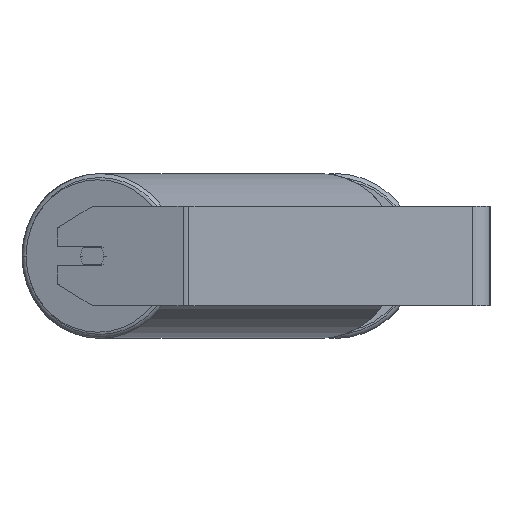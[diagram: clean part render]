
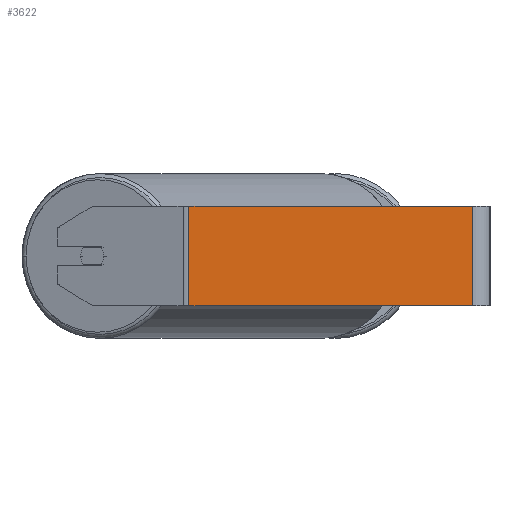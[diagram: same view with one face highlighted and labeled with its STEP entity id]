
A CAD part, left-side view. The second image highlights one B-rep face of the part: STEP entity #3622.
In plain terms, the highlighted planar face has unit normal (-1, 0, 0).
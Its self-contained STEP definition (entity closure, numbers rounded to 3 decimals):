
#515 = CARTESIAN_POINT ( 'NONE',  ( -840., 245.238, 40. ) ) ;
#1187 = DIRECTION ( 'NONE',  ( 0., 0., -1. ) ) ;
#1448 = CARTESIAN_POINT ( 'NONE',  ( -840., 242.769, 40. ) ) ;
#1449 = CARTESIAN_POINT ( 'NONE',  ( -840., 14., 40. ) ) ;
#1461 = CARTESIAN_POINT ( 'NONE',  ( -840., 242.769, -40. ) ) ;
#1471 = CARTESIAN_POINT ( 'NONE',  ( -840., 245.238, -40. ) ) ;
#1850 = PLANE ( 'NONE',  #2817 ) ;
#1865 = EDGE_CURVE ( 'NONE', #4937, #4529, #4828, .T. ) ;
#2203 = LINE ( 'NONE', #1449, #8402 ) ;
#2283 = CARTESIAN_POINT ( 'NONE',  ( -840., 14., 40. ) ) ;
#2527 = VECTOR ( 'NONE', #4162, 1000. ) ;
#2817 = AXIS2_PLACEMENT_3D ( 'NONE', #515, #4541, #1187 ) ;
#2902 = CARTESIAN_POINT ( 'NONE',  ( -840., 14., -40. ) ) ;
#2905 = DIRECTION ( 'NONE',  ( 0., 0., -1. ) ) ;
#2957 = DIRECTION ( 'NONE',  ( 0., -1., 0. ) ) ;
#3388 = ORIENTED_EDGE ( 'NONE', *, *, #7672, .F. ) ;
#3494 = EDGE_CURVE ( 'NONE', #4937, #8102, #3717, .T. ) ;
#3622 = ADVANCED_FACE ( 'NONE', ( #7906 ), #1850, .F. ) ;
#3717 = LINE ( 'NONE', #4293, #4380 ) ;
#3896 = VERTEX_POINT ( 'NONE', #2902 ) ;
#4162 = DIRECTION ( 'NONE',  ( 0., 0., -1. ) ) ;
#4293 = CARTESIAN_POINT ( 'NONE',  ( -840., 245.238, 40. ) ) ;
#4380 = VECTOR ( 'NONE', #2957, 1000. ) ;
#4529 = VERTEX_POINT ( 'NONE', #1461 ) ;
#4541 = DIRECTION ( 'NONE',  ( 1., 0., 0. ) ) ;
#4815 = ORIENTED_EDGE ( 'NONE', *, *, #3494, .F. ) ;
#4828 = LINE ( 'NONE', #5411, #2527 ) ;
#4831 = DIRECTION ( 'NONE',  ( 0., -1., 0. ) ) ;
#4937 = VERTEX_POINT ( 'NONE', #1448 ) ;
#5332 = ORIENTED_EDGE ( 'NONE', *, *, #1865, .T. ) ;
#5411 = CARTESIAN_POINT ( 'NONE',  ( -840., 242.769, 40. ) ) ;
#5541 = LINE ( 'NONE', #1471, #6241 ) ;
#5620 = EDGE_CURVE ( 'NONE', #4529, #3896, #5541, .T. ) ;
#6241 = VECTOR ( 'NONE', #4831, 1000. ) ;
#6422 = EDGE_LOOP ( 'NONE', ( #7751, #3388, #4815, #5332 ) ) ;
#7672 = EDGE_CURVE ( 'NONE', #8102, #3896, #2203, .T. ) ;
#7751 = ORIENTED_EDGE ( 'NONE', *, *, #5620, .T. ) ;
#7906 = FACE_OUTER_BOUND ( 'NONE', #6422, .T. ) ;
#8102 = VERTEX_POINT ( 'NONE', #2283 ) ;
#8402 = VECTOR ( 'NONE', #2905, 1000. ) ;
